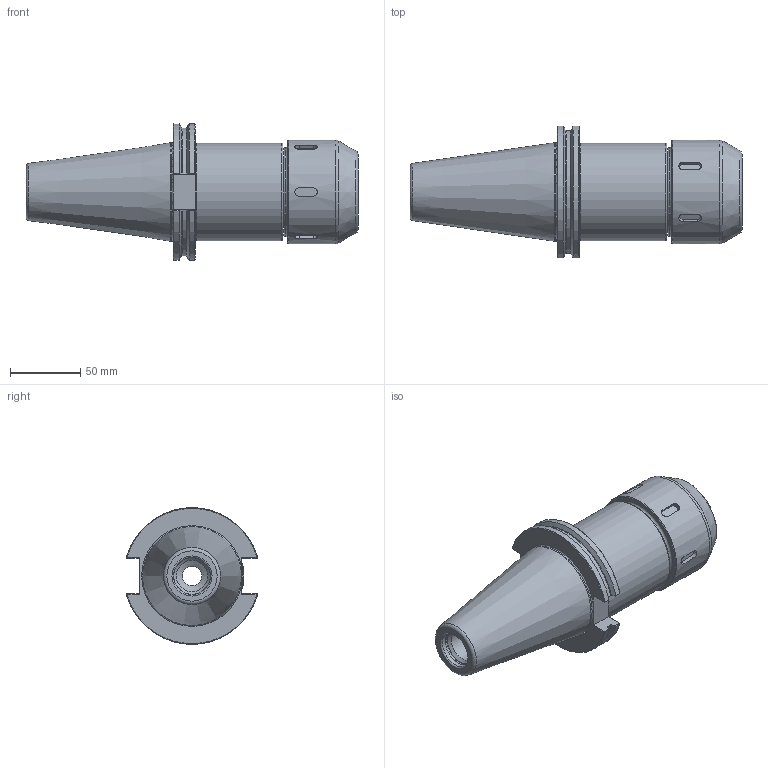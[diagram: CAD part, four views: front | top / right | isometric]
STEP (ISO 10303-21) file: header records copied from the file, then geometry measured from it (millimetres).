
FILE_DESCRIPTION(/* description */ (''),/* implementation_level */ '2;1');
FILE_NAME(/* name */ 'CAT50-MC125-0531.stp',/* time_stamp */ '2019-07-10T10:43:37-05:00',/* author */ ('ldfli'),/* organization */ (''),/* preprocessor_version */ 'ST-DEVELOPER v18',/* originating_system */ 'Autodesk Inventor LT',/* authorisation */ '');
FILE_SCHEMA (('AUTOMOTIVE_DESIGN { 1 0 10303 214 3 1 1 }'));
Length unit declared in the file: millimetre
Products named in the file (1): CAT50-MC125-0531
Bounding box: 236.63 x 93.8 x 97.14 mm (x, y, z)
Volume: 695699 mm3; surface area: 96875.3 mm2
Topology: 2 solids, 2 shells, 185 faces, 554 edges, 384 vertices
Faces by surface type: plane 71, cylinder 52, torus 39, cone 23
Full cylindrical faces by diameter (mm): 10 x1, 13.835 x1, 22.225 x1, 26.2 x1, 26.7 x1, 33 x1, 37 x1, 69.85 x1, 70.2 x1, 74 x1
Entity records: 7150 total; most frequent: CARTESIAN_POINT 2180, ORIENTED_EDGE 1108, DIRECTION 1007, EDGE_CURVE 554, AXIS2_PLACEMENT_3D 399, VERTEX_POINT 384, CIRCLE 213, LINE 209
